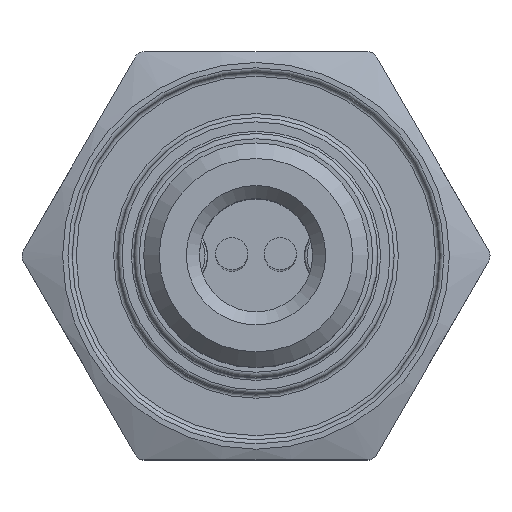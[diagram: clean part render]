
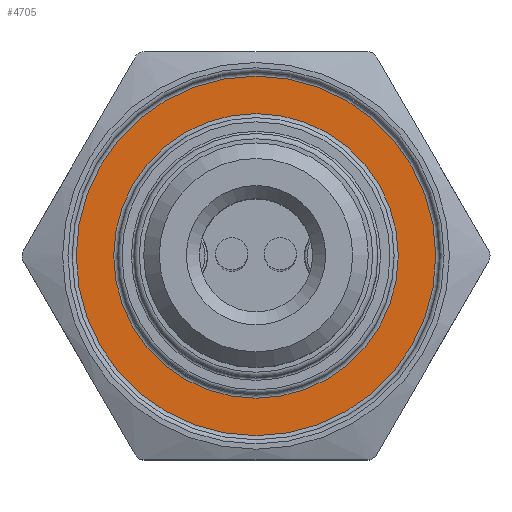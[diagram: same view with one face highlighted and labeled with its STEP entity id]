
A CAD part, top view. The second image highlights one B-rep face of the part: STEP entity #4705.
In plain terms, the highlighted planar face has unit normal (0, 0, 1).
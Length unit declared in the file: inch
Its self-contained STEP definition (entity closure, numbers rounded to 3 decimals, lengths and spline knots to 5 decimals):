
#805=PLANE($,#5085);
#1012=FACE_BOUND($,#1506,.T.);
#1156=FACE_OUTER_BOUND($,#1505,.T.);
#1505=EDGE_LOOP($,(#3394));
#1506=EDGE_LOOP($,(#3395));
#1886=CIRCLE($,#5014,0.34575);
#1889=CIRCLE($,#5018,0.27375);
#2116=VERTEX_POINT($,#6761);
#2119=VERTEX_POINT($,#6768);
#2606=EDGE_CURVE($,#2116,#2116,#1886,.T.);
#2609=EDGE_CURVE($,#2119,#2119,#1889,.T.);
#3394=ORIENTED_EDGE($,*,*,#2606,.T.);
#3395=ORIENTED_EDGE($,*,*,#2609,.T.);
#4705=ADVANCED_FACE($,(#1156,#1012),#805,.T.);
#5014=AXIS2_PLACEMENT_3D($,#6762,#5534,#5535);
#5018=AXIS2_PLACEMENT_3D($,#6769,#5542,#5543);
#5085=AXIS2_PLACEMENT_3D($,#7187,#5692,#5693);
#5534=DIRECTION('center_axis',(0.,0.,1.));
#5535=DIRECTION('ref_axis',(1.,0.,0.));
#5542=DIRECTION('center_axis',(0.,0.,-1.));
#5543=DIRECTION('ref_axis',(1.,0.,0.));
#5692=DIRECTION('center_axis',(0.,0.,1.));
#5693=DIRECTION('ref_axis',(1.,0.,0.));
#6761=CARTESIAN_POINT('',(0.34575,0.,0.635));
#6762=CARTESIAN_POINT('Origin',(0.,0.,0.635));
#6768=CARTESIAN_POINT('',(0.27375,0.,0.635));
#6769=CARTESIAN_POINT('Origin',(0.,0.,0.635));
#7187=CARTESIAN_POINT('Origin',(0.,0.,0.635));
